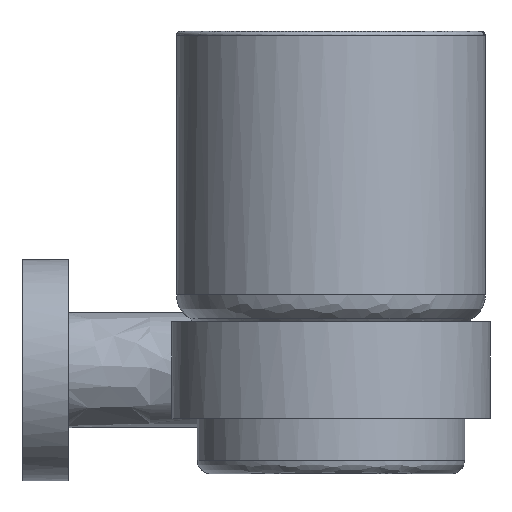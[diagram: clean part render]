
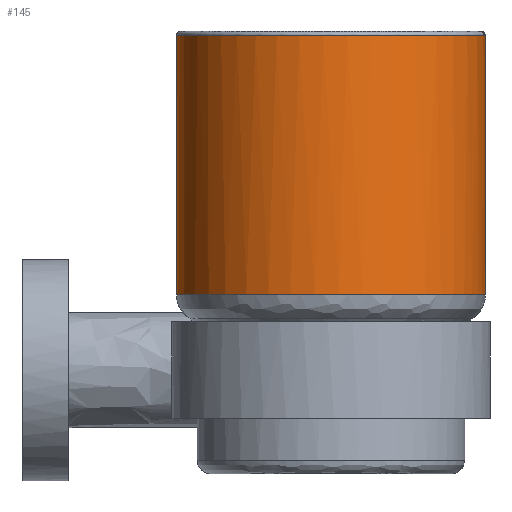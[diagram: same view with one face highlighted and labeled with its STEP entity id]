
A CAD part, left-side view. The second image highlights one B-rep face of the part: STEP entity #145.
In plain terms, the highlighted free-form (B-spline) face has degree [3, 1] with [4, 2] control points.
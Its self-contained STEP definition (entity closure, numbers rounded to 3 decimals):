
#145=ADVANCED_FACE('',(#191),#1418,.T.);
#191=FACE_OUTER_BOUND('',#241,.T.);
#241=EDGE_LOOP('',(#391,#392,#393,#394));
#391=ORIENTED_EDGE('',*,*,#1152,.T.);
#392=ORIENTED_EDGE('',*,*,#1150,.F.);
#393=ORIENTED_EDGE('',*,*,#1153,.T.);
#394=ORIENTED_EDGE('',*,*,#1148,.F.);
#552=PCURVE('',#1417,#717);
#554=PCURVE('',#1417,#719);
#556=PCURVE('',#1418,#721);
#557=PCURVE('',#1418,#722);
#558=PCURVE('',#1418,#723);
#559=PCURVE('',#1418,#724);
#717=DEFINITIONAL_REPRESENTATION('',(#885),#3358);
#719=DEFINITIONAL_REPRESENTATION('',(#887),#3358);
#721=DEFINITIONAL_REPRESENTATION('',(#889),#3358);
#722=DEFINITIONAL_REPRESENTATION('',(#890),#3358);
#723=DEFINITIONAL_REPRESENTATION('',(#891),#3358);
#724=DEFINITIONAL_REPRESENTATION('',(#892),#3358);
#885=B_SPLINE_CURVE_WITH_KNOTS('',1,(#3017,#3018),.UNSPECIFIED.,.F.,.F.,
(2,2),(0.,1.),.UNSPECIFIED.);
#887=B_SPLINE_CURVE_WITH_KNOTS('',1,(#3027,#3028),.UNSPECIFIED.,.F.,.F.,
(2,2),(-1.,0.),.UNSPECIFIED.);
#889=B_SPLINE_CURVE_WITH_KNOTS('',1,(#3039,#3040),.UNSPECIFIED.,.F.,.F.,
(2,2),(0.5,1.),.UNSPECIFIED.);
#890=B_SPLINE_CURVE_WITH_KNOTS('',1,(#3041,#3042),.UNSPECIFIED.,.F.,.F.,
(2,2),(-1.,0.),.UNSPECIFIED.);
#891=B_SPLINE_CURVE_WITH_KNOTS('',1,(#3047,#3048),.UNSPECIFIED.,.F.,.F.,
(2,2),(-1.,-0.5),.UNSPECIFIED.);
#892=B_SPLINE_CURVE_WITH_KNOTS('',1,(#3049,#3050),.UNSPECIFIED.,.F.,.F.,
(2,2),(0.,1.),.UNSPECIFIED.);
#1019=SURFACE_CURVE('',#1274,(#552,#559),.PCURVE_S1.);
#1021=SURFACE_CURVE('',#1276,(#554,#557),.PCURVE_S1.);
#1023=SURFACE_CURVE('',#1278,(#556),.PCURVE_S1.);
#1024=SURFACE_CURVE('',#1279,(#558),.PCURVE_S1.);
#1148=EDGE_CURVE('',#1372,#1373,#1019,.T.);
#1150=EDGE_CURVE('',#1371,#1370,#1021,.T.);
#1152=EDGE_CURVE('',#1372,#1370,#1023,.T.);
#1153=EDGE_CURVE('',#1371,#1373,#1024,.T.);
#1274=(
BOUNDED_CURVE()
B_SPLINE_CURVE(1,(#3015,#3016),.UNSPECIFIED.,.F.,.F.)
B_SPLINE_CURVE_WITH_KNOTS((2,2),(0.,1.),.UNSPECIFIED.)
CURVE()
GEOMETRIC_REPRESENTATION_ITEM()
RATIONAL_B_SPLINE_CURVE((1.,1.))
REPRESENTATION_ITEM('')
);
#1276=(
BOUNDED_CURVE()
B_SPLINE_CURVE(1,(#3025,#3026),.UNSPECIFIED.,.F.,.F.)
B_SPLINE_CURVE_WITH_KNOTS((2,2),(-1.,0.),.UNSPECIFIED.)
CURVE()
GEOMETRIC_REPRESENTATION_ITEM()
RATIONAL_B_SPLINE_CURVE((1.,1.))
REPRESENTATION_ITEM('')
);
#1278=(
BOUNDED_CURVE()
B_SPLINE_CURVE(3,(#3035,#3036,#3037,#3038),.UNSPECIFIED.,.F.,.F.)
B_SPLINE_CURVE_WITH_KNOTS((4,4),(0.5,1.),.UNSPECIFIED.)
CURVE()
GEOMETRIC_REPRESENTATION_ITEM()
RATIONAL_B_SPLINE_CURVE((1.,0.333,0.333,1.))
REPRESENTATION_ITEM('')
);
#1279=(
BOUNDED_CURVE()
B_SPLINE_CURVE(3,(#3043,#3044,#3045,#3046),.UNSPECIFIED.,.F.,.F.)
B_SPLINE_CURVE_WITH_KNOTS((4,4),(-1.,-0.5),.UNSPECIFIED.)
CURVE()
GEOMETRIC_REPRESENTATION_ITEM()
RATIONAL_B_SPLINE_CURVE((1.,0.333,0.333,1.))
REPRESENTATION_ITEM('')
);
#1370=VERTEX_POINT('',#3011);
#1371=VERTEX_POINT('',#3012);
#1372=VERTEX_POINT('',#3013);
#1373=VERTEX_POINT('',#3014);
#1417=(
BOUNDED_SURFACE()
B_SPLINE_SURFACE(3,1,((#2995,#2996),(#2997,#2998),(#2999,#3000),(#3001,
#3002)),.UNSPECIFIED.,.F.,.F.,.F.)
B_SPLINE_SURFACE_WITH_KNOTS((4,4),(2,2),(0.,0.5),(0.,1.),.UNSPECIFIED.)
GEOMETRIC_REPRESENTATION_ITEM()
RATIONAL_B_SPLINE_SURFACE(((1.,1.),(0.333,0.333),
(0.333,0.333),(1.,1.)))
REPRESENTATION_ITEM('')
SURFACE()
);
#1418=(
BOUNDED_SURFACE()
B_SPLINE_SURFACE(3,1,((#3003,#3004),(#3005,#3006),(#3007,#3008),(#3009,
#3010)),.UNSPECIFIED.,.F.,.F.,.F.)
B_SPLINE_SURFACE_WITH_KNOTS((4,4),(2,2),(0.5,1.),(0.,1.),.UNSPECIFIED.)
GEOMETRIC_REPRESENTATION_ITEM()
RATIONAL_B_SPLINE_SURFACE(((1.,1.),(0.333,0.333),
(0.333,0.333),(1.,1.)))
REPRESENTATION_ITEM('')
SURFACE()
);
#2995=CARTESIAN_POINT('',(-49.,-17.5,98.5));
#2996=CARTESIAN_POINT('',(-49.,-17.5,42.294));
#2997=CARTESIAN_POINT('',(18.,-17.5,98.5));
#2998=CARTESIAN_POINT('',(18.,-17.5,42.294));
#2999=CARTESIAN_POINT('',(18.,-84.5,98.5));
#3000=CARTESIAN_POINT('',(18.,-84.5,42.294));
#3001=CARTESIAN_POINT('',(-49.,-84.5,98.5));
#3002=CARTESIAN_POINT('',(-49.,-84.5,42.294));
#3003=CARTESIAN_POINT('',(-49.,-84.5,98.5));
#3004=CARTESIAN_POINT('',(-49.,-84.5,42.294));
#3005=CARTESIAN_POINT('',(-116.,-84.5,98.5));
#3006=CARTESIAN_POINT('',(-116.,-84.5,42.294));
#3007=CARTESIAN_POINT('',(-116.,-17.5,98.5));
#3008=CARTESIAN_POINT('',(-116.,-17.5,42.294));
#3009=CARTESIAN_POINT('',(-49.,-17.5,98.5));
#3010=CARTESIAN_POINT('',(-49.,-17.5,42.294));
#3011=CARTESIAN_POINT('',(-49.,-17.5,98.5));
#3012=CARTESIAN_POINT('',(-49.,-17.5,42.294));
#3013=CARTESIAN_POINT('',(-49.,-84.5,98.5));
#3014=CARTESIAN_POINT('',(-49.,-84.5,42.294));
#3015=CARTESIAN_POINT('',(-49.,-84.5,98.5));
#3016=CARTESIAN_POINT('',(-49.,-84.5,42.294));
#3017=CARTESIAN_POINT('',(0.5,0.));
#3018=CARTESIAN_POINT('',(0.5,1.));
#3025=CARTESIAN_POINT('',(-49.,-17.5,42.294));
#3026=CARTESIAN_POINT('',(-49.,-17.5,98.5));
#3027=CARTESIAN_POINT('',(0.,1.));
#3028=CARTESIAN_POINT('',(0.,0.));
#3035=CARTESIAN_POINT('',(-49.,-84.5,98.5));
#3036=CARTESIAN_POINT('',(-116.,-84.5,98.5));
#3037=CARTESIAN_POINT('',(-116.,-17.5,98.5));
#3038=CARTESIAN_POINT('',(-49.,-17.5,98.5));
#3039=CARTESIAN_POINT('',(0.5,0.));
#3040=CARTESIAN_POINT('',(1.,0.));
#3041=CARTESIAN_POINT('',(1.,1.));
#3042=CARTESIAN_POINT('',(1.,0.));
#3043=CARTESIAN_POINT('',(-49.,-17.5,42.294));
#3044=CARTESIAN_POINT('',(-116.,-17.5,42.294));
#3045=CARTESIAN_POINT('',(-116.,-84.5,42.294));
#3046=CARTESIAN_POINT('',(-49.,-84.5,42.294));
#3047=CARTESIAN_POINT('',(1.,1.));
#3048=CARTESIAN_POINT('',(0.5,1.));
#3049=CARTESIAN_POINT('',(0.5,0.));
#3050=CARTESIAN_POINT('',(0.5,1.));
#3358=(
GEOMETRIC_REPRESENTATION_CONTEXT(2)
PARAMETRIC_REPRESENTATION_CONTEXT()
REPRESENTATION_CONTEXT('pspace','')
);
